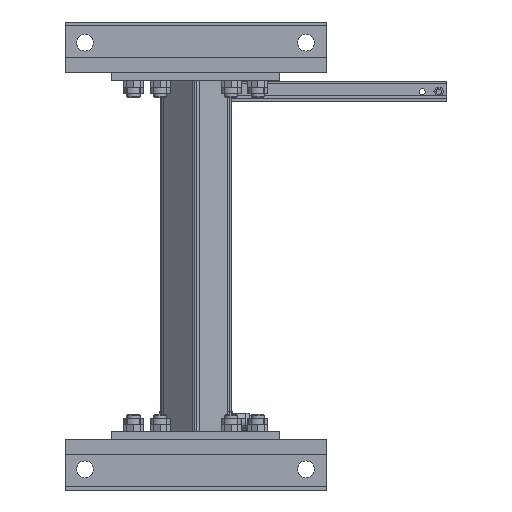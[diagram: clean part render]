
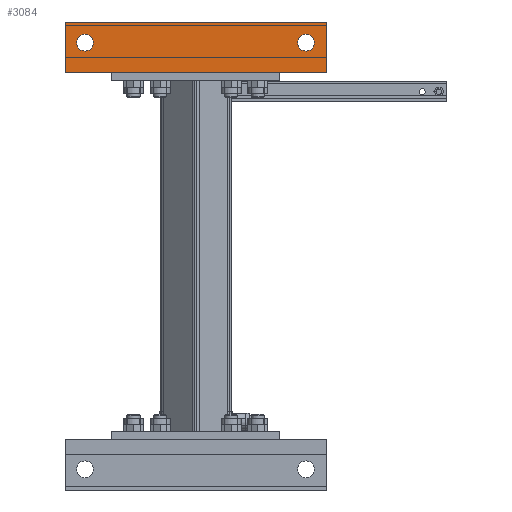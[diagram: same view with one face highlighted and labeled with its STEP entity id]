
A CAD part, left-side view. The second image highlights one B-rep face of the part: STEP entity #3084.
In plain terms, the highlighted face is planar.
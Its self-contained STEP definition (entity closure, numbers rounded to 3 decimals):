
#3084=ADVANCED_FACE('',(#5667,#5668,#5669),#5670,.T.);
#5667=FACE_BOUND('',#8428,.T.);
#5668=FACE_BOUND('',#8429,.T.);
#5669=FACE_OUTER_BOUND('',#8430,.T.);
#5670=PLANE('',#8431);
#8428=EDGE_LOOP('',(#12458));
#8429=EDGE_LOOP('',(#12459));
#8430=EDGE_LOOP('',(#12460,#12461,#12462,#12463));
#8431=AXIS2_PLACEMENT_3D('',#12464,#12465,#12466);
#12458=ORIENTED_EDGE('',*,*,#17026,.T.);
#12459=ORIENTED_EDGE('',*,*,#16609,.T.);
#12460=ORIENTED_EDGE('',*,*,#16955,.T.);
#12461=ORIENTED_EDGE('',*,*,#15964,.F.);
#12462=ORIENTED_EDGE('',*,*,#16980,.T.);
#12463=ORIENTED_EDGE('',*,*,#16314,.T.);
#12464=CARTESIAN_POINT('',(37.5,0.,0.));
#12465=DIRECTION('',(0.,-1.,0.));
#12466=DIRECTION('',(1.,0.,0.));
#15964=EDGE_CURVE('',#18367,#18362,#18369,.T.);
#16314=EDGE_CURVE('',#18956,#18954,#18957,.T.);
#16609=EDGE_CURVE('',#19419,#19419,#19420,.T.);
#16955=EDGE_CURVE('',#18954,#18362,#19925,.T.);
#16980=EDGE_CURVE('',#18367,#18956,#19961,.T.);
#17026=EDGE_CURVE('',#20021,#20021,#20022,.T.);
#18362=VERTEX_POINT('',#22126);
#18367=VERTEX_POINT('',#22133);
#18369=LINE('',#22136,#22137);
#18954=VERTEX_POINT('',#23498);
#18956=VERTEX_POINT('',#23501);
#18957=LINE('',#23502,#23503);
#19419=VERTEX_POINT('',#24992);
#19420=CIRCLE('',#24993,12.5);
#19925=LINE('',#26253,#26254);
#19961=LINE('',#26325,#26326);
#20021=VERTEX_POINT('',#26505);
#20022=CIRCLE('',#26506,12.5);
#22126=CARTESIAN_POINT('',(0.,0.,390.));
#22133=CARTESIAN_POINT('',(0.,0.,0.));
#22136=CARTESIAN_POINT('',(0.,0.,0.));
#22137=VECTOR('',#29248,1.);
#23498=CARTESIAN_POINT('',(75.,0.,390.));
#23501=CARTESIAN_POINT('',(75.,0.,0.));
#23502=CARTESIAN_POINT('',(75.,0.,0.));
#23503=VECTOR('',#29636,1.);
#24992=CARTESIAN_POINT('',(56.5,0.,360.));
#24993=AXIS2_PLACEMENT_3D('',#29935,#29936,#29937);
#26253=CARTESIAN_POINT('',(0.,0.,390.));
#26254=VECTOR('',#30297,1.);
#26325=CARTESIAN_POINT('',(0.,0.,0.));
#26326=VECTOR('',#30321,1.);
#26505=CARTESIAN_POINT('',(56.5,0.,30.));
#26506=AXIS2_PLACEMENT_3D('',#30354,#30355,#30356);
#29248=DIRECTION('',(0.,0.,1.));
#29636=DIRECTION('',(0.,0.,1.));
#29935=CARTESIAN_POINT('',(44.,0.,360.));
#29936=DIRECTION('',(0.,1.,0.));
#29937=DIRECTION('',(1.,0.,0.));
#30297=DIRECTION('',(-1.,0.,0.));
#30321=DIRECTION('',(1.,0.,0.));
#30354=CARTESIAN_POINT('',(44.,0.,30.));
#30355=DIRECTION('',(0.,1.,0.));
#30356=DIRECTION('',(1.,0.,0.));
